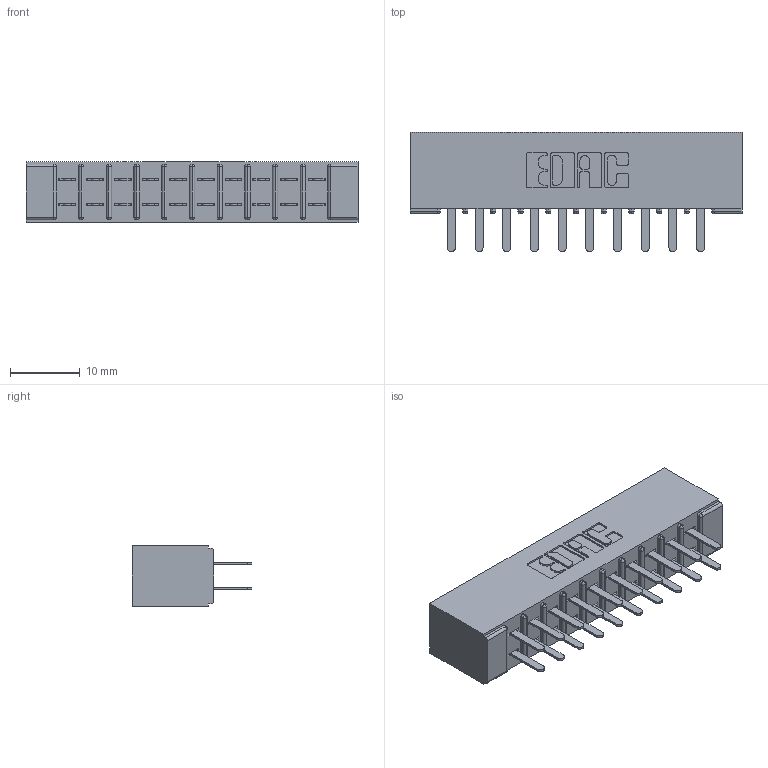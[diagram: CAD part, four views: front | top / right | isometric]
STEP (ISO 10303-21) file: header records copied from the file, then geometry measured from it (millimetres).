
FILE_DESCRIPTION (( 'STEP AP203' ), '1' );
FILE_NAME ('305-020-520-501.STEP', '2019-09-09T13:05:55', ( '' ), ( '' ), 'SwSTEP 2.0', 'SolidWorks 2016', '' );
FILE_SCHEMA (( 'CONFIG_CONTROL_DESIGN' ));
Length unit declared in the file: inch
Products named in the file (3): 305 Part_No Mounting; 305-020-520-501; 305-290-001_520
Assembly tree (21 placements, depth 2):
  305-020-520-501
    305 Part_No Mounting
    305-290-001_520  x20
Bounding box: 47.5 x 17.09 x 8.71 mm (x, y, z)
Volume: 3040.4 mm3; surface area: 5946.9 mm2
Topology: 21 solids, 21 shells, 1028 faces, 2922 edges, 1892 vertices
Faces by surface type: plane 604, cylinder 384, sphere 40
Entity records: 14325 total; most frequent: CARTESIAN_POINT 2368, ORIENTED_EDGE 2344, DIRECTION 2314, EDGE_CURVE 1172, VECTOR 918, LINE 918, VERTEX_POINT 752, AXIS2_PLACEMENT_3D 698
